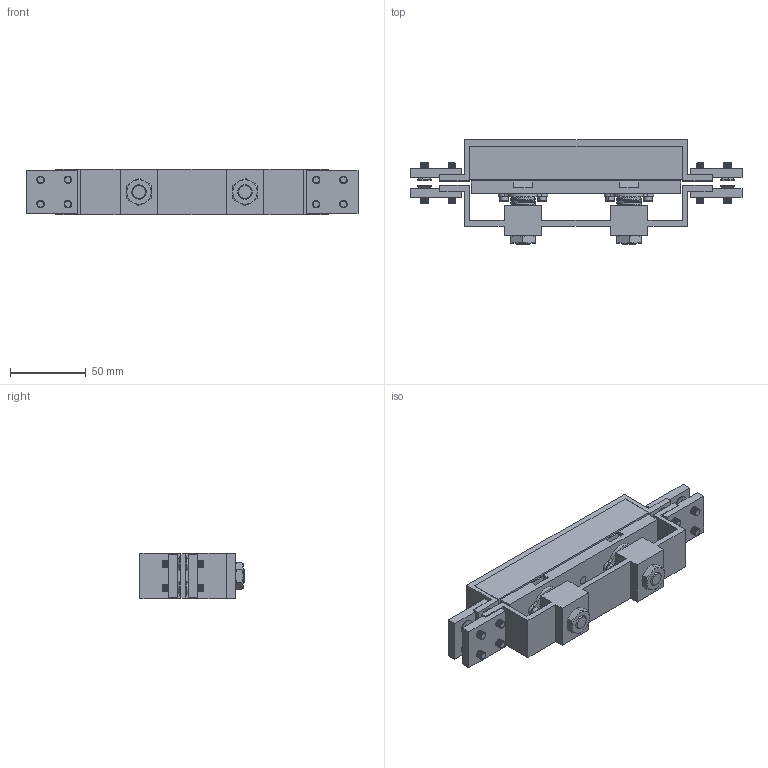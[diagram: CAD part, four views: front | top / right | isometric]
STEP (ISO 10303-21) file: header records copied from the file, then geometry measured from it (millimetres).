
FILE_DESCRIPTION (( 'STEP AP214' ), '1' );
FILE_NAME ('SH540CTC.step', '2021-07-29T14:21:31', ( '' ), ( '' ), 'SwSTEP 2.0', 'SolidWorks 2020', '' );
FILE_SCHEMA (( 'AUTOMOTIVE_DESIGN' ));
Length unit declared in the file: millimetre
Products named in the file (23): ISO 7046-1 - M5 x 12 - Z --- 12S-27; Group2; ISO 7046-1 - M5 x 12 - Z --- 12S-21; Group1; ISO 7046-1 - M5 x 12 - Z --- 12S-22; ISO 7046-1 - M5 x 12 - Z --- 12S-29; SH540CTC; MP0160-AILLETTE DE FIXATION-2; ISO 7046-1 - M5 x 12 - Z --- 12S-24; ISO 7046-1 - M5 x 12 - Z --- 12S-34; MP0160-AILLETTE DE FIXATION-4; ISO 7046-1 - M5 x 12 - Z --- 12S-33; ISO 7046-1 - M5 x 12 - Z --- 12S-23; ISO 7046-1 - M5 x 12 - Z --- 12S-20; ISO 7046-1 - M5 x 12 - Z --- 12S-25; ISO 7046-1 - M5 x 12 - Z --- 12S-30; ISO 7046-1 - M5 x 12 - Z --- 12S-31; ISO 7046-1 - M5 x 12 - Z --- 12S-26; ISO 7046-1 - M5 x 12 - Z --- 12S-35; MP0160-AILLETTE DE FIXATION-1; ISO 7046-1 - M5 x 12 - Z --- 12S-28; MP0160-AILLETTE DE FIXATION-3; ISO 7046-1 - M5 x 12 - Z --- 12S-32
Assembly tree (22 placements, depth 2):
  SH540CTC
    Group1
    Group2
    ISO 7046-1 - M5 x 12 - Z --- 12S-28
    ISO 7046-1 - M5 x 12 - Z --- 12S-31
    ISO 7046-1 - M5 x 12 - Z --- 12S-22
    ISO 7046-1 - M5 x 12 - Z --- 12S-26
    ISO 7046-1 - M5 x 12 - Z --- 12S-27
    ISO 7046-1 - M5 x 12 - Z --- 12S-23
    ISO 7046-1 - M5 x 12 - Z --- 12S-25
    ISO 7046-1 - M5 x 12 - Z --- 12S-29
    ISO 7046-1 - M5 x 12 - Z --- 12S-30
    ISO 7046-1 - M5 x 12 - Z --- 12S-24
    ISO 7046-1 - M5 x 12 - Z --- 12S-34
    ISO 7046-1 - M5 x 12 - Z --- 12S-35
    ISO 7046-1 - M5 x 12 - Z --- 12S-32
    ISO 7046-1 - M5 x 12 - Z --- 12S-33
    MP0160-AILLETTE DE FIXATION-1
    MP0160-AILLETTE DE FIXATION-3
    MP0160-AILLETTE DE FIXATION-4
    ISO 7046-1 - M5 x 12 - Z --- 12S-20
    ISO 7046-1 - M5 x 12 - Z --- 12S-21
    MP0160-AILLETTE DE FIXATION-2
Bounding box: 219.2 x 68.75 x 30 mm (x, y, z)
Volume: 231318.8 mm3; surface area: 73495.3 mm2
Topology: 22 solids, 22 shells, 1949 faces, 4974 edges, 3084 vertices
Faces by surface type: cone 918, plane 507, cylinder 472, torus 44, sphere 4, bspline 4
Entity records: 70262 total; most frequent: CARTESIAN_POINT 18560, DIRECTION 11168, ORIENTED_EDGE 9852, EDGE_CURVE 4926, AXIS2_PLACEMENT_3D 4460, VERTEX_POINT 3080, CIRCLE 2490, LINE 2248
